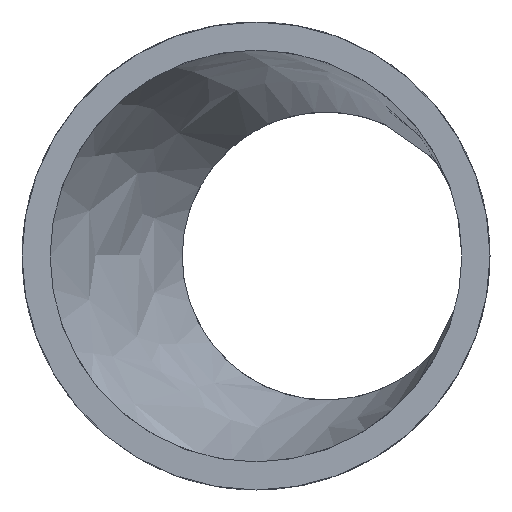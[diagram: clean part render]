
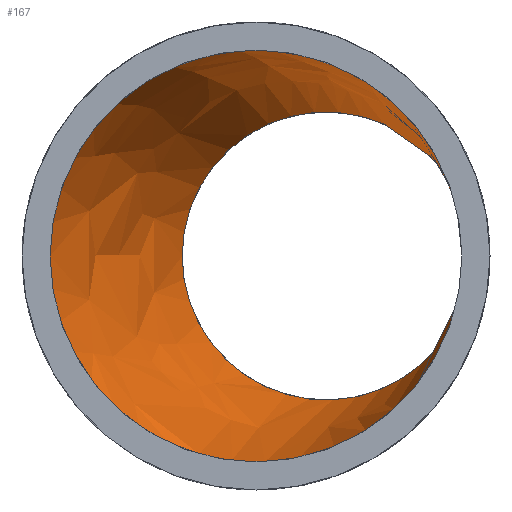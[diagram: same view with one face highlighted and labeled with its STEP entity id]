
A CAD part, left-side view. The second image highlights one B-rep face of the part: STEP entity #167.
In plain terms, the highlighted free-form (B-spline) face has degree [1, 2] with [2, 9] control points.
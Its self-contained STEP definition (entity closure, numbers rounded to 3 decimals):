
#31=CIRCLE('',#195,39.6);
#32=CIRCLE('',#196,39.6);
#33=CIRCLE('',#197,27.7);
#34=CIRCLE('',#198,27.7);
#35=CIRCLE('',#199,27.7);
#36=CIRCLE('',#200,27.7);
#37=CIRCLE('',#201,39.6);
#38=CIRCLE('',#202,39.6);
#43=(
BOUNDED_SURFACE()
B_SPLINE_SURFACE(1,2,((#724,#725,#726,#727,#728,#729,#730,#731,#732),(#733,
#734,#735,#736,#737,#738,#739,#740,#741)),.UNSPECIFIED.,.F.,.T.,.F.)
B_SPLINE_SURFACE_WITH_KNOTS((2,2),(3,2,2,2,3),(-0.223,1.693),
(-3.142,-1.571,0.,1.571,3.142),
 .UNSPECIFIED.)
GEOMETRIC_REPRESENTATION_ITEM()
RATIONAL_B_SPLINE_SURFACE(((1.,0.707,1.,0.707,1.,
0.707,1.,0.707,1.),(1.,0.707,1.,0.707,
1.,0.707,1.,0.707,1.)))
REPRESENTATION_ITEM('')
SURFACE()
);
#47=FACE_OUTER_BOUND('',#57,.T.);
#57=EDGE_LOOP('',(#121,#122,#123,#124,#125,#126,#127,#128,#129,#130));
#73=B_SPLINE_CURVE_WITH_KNOTS('',1,(#748,#749),.UNSPECIFIED.,.F.,.F.,(2,
2),(0.01,1.539),.UNSPECIFIED.);
#79=VERTEX_POINT('',#742);
#80=VERTEX_POINT('',#743);
#81=VERTEX_POINT('',#745);
#82=VERTEX_POINT('',#747);
#83=VERTEX_POINT('',#750);
#84=VERTEX_POINT('',#752);
#85=VERTEX_POINT('',#754);
#86=VERTEX_POINT('',#757);
#97=EDGE_CURVE('',#79,#80,#31,.T.);
#98=EDGE_CURVE('',#80,#81,#32,.T.);
#99=EDGE_CURVE('',#81,#82,#73,.T.);
#100=EDGE_CURVE('',#82,#83,#33,.T.);
#101=EDGE_CURVE('',#83,#84,#34,.T.);
#102=EDGE_CURVE('',#84,#85,#35,.T.);
#103=EDGE_CURVE('',#85,#82,#36,.T.);
#104=EDGE_CURVE('',#81,#86,#37,.T.);
#105=EDGE_CURVE('',#86,#79,#38,.T.);
#121=ORIENTED_EDGE('',*,*,#97,.T.);
#122=ORIENTED_EDGE('',*,*,#98,.T.);
#123=ORIENTED_EDGE('',*,*,#99,.T.);
#124=ORIENTED_EDGE('',*,*,#100,.T.);
#125=ORIENTED_EDGE('',*,*,#101,.T.);
#126=ORIENTED_EDGE('',*,*,#102,.T.);
#127=ORIENTED_EDGE('',*,*,#103,.T.);
#128=ORIENTED_EDGE('',*,*,#99,.F.);
#129=ORIENTED_EDGE('',*,*,#104,.T.);
#130=ORIENTED_EDGE('',*,*,#105,.T.);
#167=ADVANCED_FACE('',(#47),#43,.T.);
#195=AXIS2_PLACEMENT_3D('',#744,#215,#216);
#196=AXIS2_PLACEMENT_3D('',#746,#217,#218);
#197=AXIS2_PLACEMENT_3D('',#751,#219,#220);
#198=AXIS2_PLACEMENT_3D('',#753,#221,#222);
#199=AXIS2_PLACEMENT_3D('',#755,#223,#224);
#200=AXIS2_PLACEMENT_3D('',#756,#225,#226);
#201=AXIS2_PLACEMENT_3D('',#758,#227,#228);
#202=AXIS2_PLACEMENT_3D('',#759,#229,#230);
#215=DIRECTION('center_axis',(-1.,0.,0.));
#216=DIRECTION('ref_axis',(0.,-1.,0.));
#217=DIRECTION('center_axis',(-1.,0.,0.));
#218=DIRECTION('ref_axis',(0.,-1.,0.));
#219=DIRECTION('center_axis',(1.,0.,0.));
#220=DIRECTION('ref_axis',(0.,-1.,0.));
#221=DIRECTION('center_axis',(1.,0.,0.));
#222=DIRECTION('ref_axis',(0.,-1.,0.));
#223=DIRECTION('center_axis',(1.,0.,0.));
#224=DIRECTION('ref_axis',(0.,-1.,0.));
#225=DIRECTION('center_axis',(1.,0.,0.));
#226=DIRECTION('ref_axis',(0.,-1.,0.));
#227=DIRECTION('center_axis',(-1.,0.,0.));
#228=DIRECTION('ref_axis',(0.,-1.,0.));
#229=DIRECTION('center_axis',(-1.,0.,0.));
#230=DIRECTION('ref_axis',(0.,-1.,0.));
#724=CARTESIAN_POINT('Ctrl Pts',(85.192,13.743,-41.368));
#725=CARTESIAN_POINT('Ctrl Pts',(94.,53.1,-41.368));
#726=CARTESIAN_POINT('Ctrl Pts',(94.,53.1,0.));
#727=CARTESIAN_POINT('Ctrl Pts',(94.,53.1,41.368));
#728=CARTESIAN_POINT('Ctrl Pts',(85.192,13.743,41.368));
#729=CARTESIAN_POINT('Ctrl Pts',(76.383,-25.614,41.368));
#730=CARTESIAN_POINT('Ctrl Pts',(76.383,-25.614,0.));
#731=CARTESIAN_POINT('Ctrl Pts',(76.383,-25.614,-41.368));
#732=CARTESIAN_POINT('Ctrl Pts',(85.192,13.743,-41.368));
#733=CARTESIAN_POINT('Ctrl Pts',(157.852,-2.519,-26.474));
#734=CARTESIAN_POINT('Ctrl Pts',(163.489,22.669,-26.474));
#735=CARTESIAN_POINT('Ctrl Pts',(163.489,22.669,0.));
#736=CARTESIAN_POINT('Ctrl Pts',(163.489,22.669,26.474));
#737=CARTESIAN_POINT('Ctrl Pts',(157.852,-2.519,26.474));
#738=CARTESIAN_POINT('Ctrl Pts',(152.215,-27.706,26.474));
#739=CARTESIAN_POINT('Ctrl Pts',(152.215,-27.706,0.));
#740=CARTESIAN_POINT('Ctrl Pts',(152.215,-27.706,-26.474));
#741=CARTESIAN_POINT('Ctrl Pts',(157.852,-2.519,-26.474));
#742=CARTESIAN_POINT('',(94.,-21.407,18.7));
#743=CARTESIAN_POINT('',(94.,53.1,0.));
#744=CARTESIAN_POINT('Origin',(94.,13.5,0.));
#745=CARTESIAN_POINT('',(94.,11.772,-39.562));
#746=CARTESIAN_POINT('Origin',(94.,13.5,0.));
#747=CARTESIAN_POINT('',(152.,-1.209,-27.674));
#748=CARTESIAN_POINT('Ctrl Pts',(94.,11.772,-39.562));
#749=CARTESIAN_POINT('Ctrl Pts',(152.,-1.209,-27.674));
#750=CARTESIAN_POINT('',(152.,27.7,0.));
#751=CARTESIAN_POINT('Origin',(152.,0.,0.));
#752=CARTESIAN_POINT('',(152.,-24.417,13.08));
#753=CARTESIAN_POINT('Origin',(152.,0.,0.));
#754=CARTESIAN_POINT('',(152.,-24.417,-13.08));
#755=CARTESIAN_POINT('Origin',(152.,0.,0.));
#756=CARTESIAN_POINT('Origin',(152.,0.,0.));
#757=CARTESIAN_POINT('',(94.,-21.407,-18.7));
#758=CARTESIAN_POINT('Origin',(94.,13.5,0.));
#759=CARTESIAN_POINT('Origin',(94.,13.5,0.));
